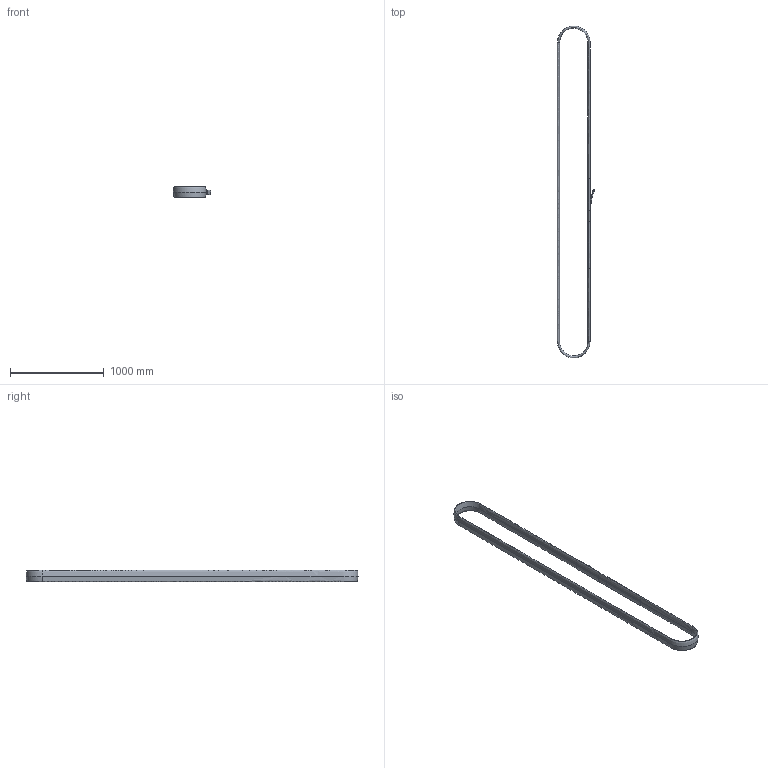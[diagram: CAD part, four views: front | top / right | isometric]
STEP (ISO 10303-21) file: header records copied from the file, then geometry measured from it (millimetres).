
FILE_DESCRIPTION(/* description */ (''),/* implementation_level */ '2;1');
FILE_NAME(/* name */ 'magnum_x50000',/* time_stamp */ '2015-09-17T14:21:00+03:00',/* author */ (''),/* organization */ (''),/* preprocessor_version */ 'ST-DEVELOPER v10',/* originating_system */ '',/* authorisation */ '');
FILE_SCHEMA (('AUTOMOTIVE_DESIGN_CC2'));
Length unit declared in the file: millimetre
Products named in the file (1): 1
Bounding box: 396.05 x 3547.89 x 126.21 mm (x, y, z)
Volume: 17093779.4 mm3; surface area: 2327271.3 mm2
Topology: 4 solids, 4 shells, 66 faces, 296 edges, 270 vertices
Faces by surface type: bspline 48, plane 18
Entity records: 9444 total; most frequent: CARTESIAN_POINT 7666, ORIENTED_EDGE 592, EDGE_CURVE 296, VERTEX_POINT 270, B_SPLINE_CURVE_WITH_KNOTS 227, EDGE_LOOP 104, ADVANCED_FACE 66, FACE_OUTER_BOUND 66
